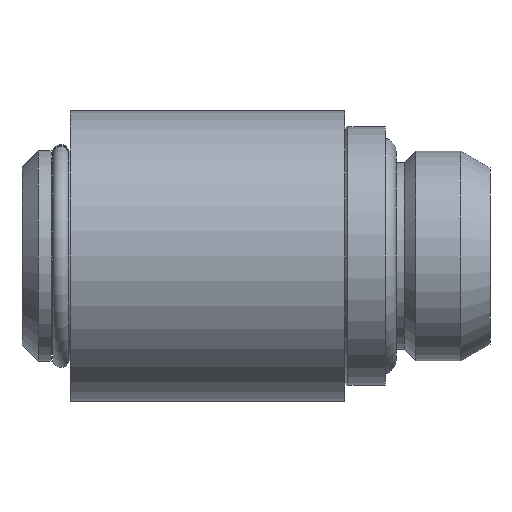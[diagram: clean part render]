
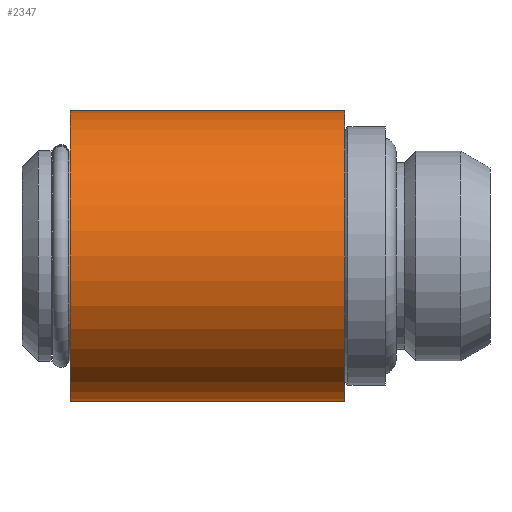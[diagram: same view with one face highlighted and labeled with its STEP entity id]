
A CAD part, left-side view. The second image highlights one B-rep face of the part: STEP entity #2347.
In plain terms, the highlighted cylindrical face has radius 9 mm (diameter 18 mm), a partial arc.
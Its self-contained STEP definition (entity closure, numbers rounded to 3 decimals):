
#360 = CARTESIAN_POINT ( 'NONE',  ( 0., 9., -9. ) ) ;
#396 = DIRECTION ( 'NONE',  ( 0., 1., 0. ) ) ;
#397 = VECTOR ( 'NONE', #396, 1000. ) ;
#398 = CARTESIAN_POINT ( 'NONE',  ( 0., 31.086, -9. ) ) ;
#399 = LINE ( 'NONE', #398, #397 ) ;
#404 = CARTESIAN_POINT ( 'NONE',  ( 0., 9., 9. ) ) ;
#592 = DIRECTION ( 'NONE',  ( 0., 1., 0. ) ) ;
#593 = VECTOR ( 'NONE', #592, 1000. ) ;
#594 = CARTESIAN_POINT ( 'NONE',  ( 0., 31.086, 9. ) ) ;
#595 = LINE ( 'NONE', #594, #593 ) ;
#601 = CARTESIAN_POINT ( 'NONE',  ( 0., 26., 9. ) ) ;
#877 = CARTESIAN_POINT ( 'NONE',  ( 0., 26., -9. ) ) ;
#1292 = VERTEX_POINT ( 'NONE', #360 ) ;
#1303 = EDGE_CURVE ( 'NONE', #1292, #1427, #399, .T. ) ;
#1310 = VERTEX_POINT ( 'NONE', #404 ) ;
#1347 = EDGE_CURVE ( 'NONE', #1310, #1353, #595, .T. ) ;
#1353 = VERTEX_POINT ( 'NONE', #601 ) ;
#1427 = VERTEX_POINT ( 'NONE', #877 ) ;
#1627 = DIRECTION ( 'NONE',  ( 0., 1., 0. ) ) ;
#1629 = CARTESIAN_POINT ( 'NONE',  ( 0., 31.086, 0. ) ) ;
#1631 = AXIS2_PLACEMENT_3D ( 'NONE', #1629, #1627, #1636 ) ;
#1632 = FACE_OUTER_BOUND ( 'NONE', #2403, .T. ) ;
#1636 = DIRECTION ( 'NONE',  ( 0., 0., 1. ) ) ;
#1637 = CYLINDRICAL_SURFACE ( 'NONE', #1631, 9. ) ;
#1844 = DIRECTION ( 'NONE',  ( 0., 0., 1. ) ) ;
#1845 = DIRECTION ( 'NONE',  ( 0., 1., 0. ) ) ;
#1846 = CARTESIAN_POINT ( 'NONE',  ( 0., 26., 0. ) ) ;
#1847 = AXIS2_PLACEMENT_3D ( 'NONE', #1846, #1845, #1844 ) ;
#1848 = CIRCLE ( 'NONE', #1847, 9. ) ;
#1889 = CIRCLE ( 'NONE', #1898, 9. ) ;
#1895 = DIRECTION ( 'NONE',  ( 0., 0., -1. ) ) ;
#1896 = DIRECTION ( 'NONE',  ( 0., -1., 0. ) ) ;
#1897 = CARTESIAN_POINT ( 'NONE',  ( 0., 9., 0. ) ) ;
#1898 = AXIS2_PLACEMENT_3D ( 'NONE', #1897, #1896, #1895 ) ;
#2342 = ORIENTED_EDGE ( 'NONE', *, *, #1347, .T. ) ;
#2343 = ORIENTED_EDGE ( 'NONE', *, *, #1303, .F. ) ;
#2347 = ADVANCED_FACE ( 'NONE', ( #1632 ), #1637, .T. ) ;
#2358 = ORIENTED_EDGE ( 'NONE', *, *, #2402, .F. ) ;
#2379 = EDGE_CURVE ( 'NONE', #1427, #1353, #1848, .T. ) ;
#2401 = ORIENTED_EDGE ( 'NONE', *, *, #2379, .F. ) ;
#2402 = EDGE_CURVE ( 'NONE', #1310, #1292, #1889, .T. ) ;
#2403 = EDGE_LOOP ( 'NONE', ( #2343, #2358, #2342, #2401 ) ) ;
